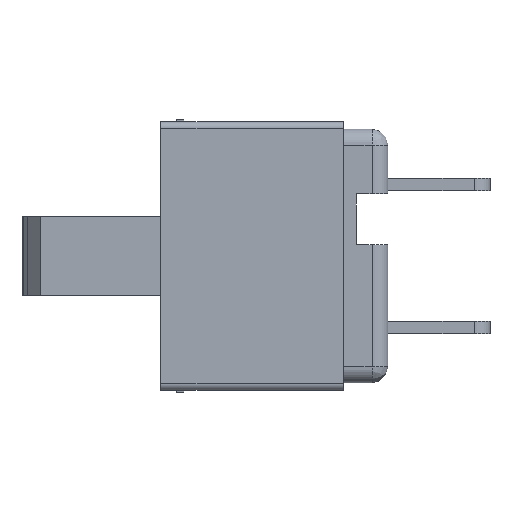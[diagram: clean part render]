
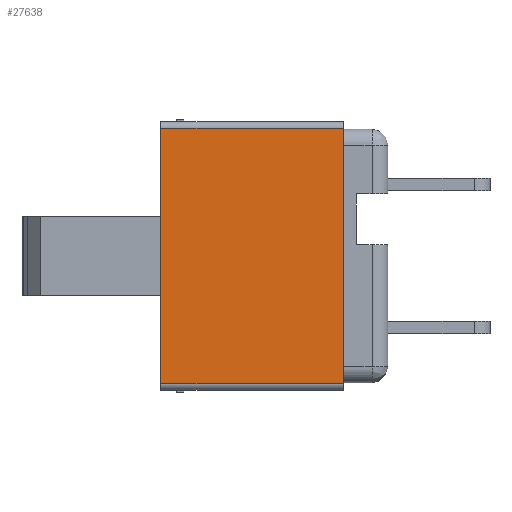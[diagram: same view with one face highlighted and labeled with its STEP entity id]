
A CAD part, left-side view. The second image highlights one B-rep face of the part: STEP entity #27638.
In plain terms, the highlighted face is a extrusion surface.
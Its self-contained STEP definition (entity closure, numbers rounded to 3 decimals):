
#27638 = ADVANCED_FACE('',(#27639),#27653,.T.);
#27639 = FACE_BOUND('',#27640,.T.);
#27640 = EDGE_LOOP('',(#27641,#27665,#27680,#27695));
#27641 = ORIENTED_EDGE('',*,*,#27642,.T.);
#27642 = EDGE_CURVE('',#27643,#27645,#27647,.T.);
#27643 = VERTEX_POINT('',#27644);
#27644 = CARTESIAN_POINT('',(-9.563,0.,-5.118));
#27645 = VERTEX_POINT('',#27646);
#27646 = CARTESIAN_POINT('',(-9.563,0.,5.118));
#27647 = SURFACE_CURVE('',#27648,(#27652),.PCURVE_S1.);
#27648 = LINE('',#27649,#27650);
#27649 = CARTESIAN_POINT('',(-9.563,0.,-5.118));
#27650 = VECTOR('',#27651,1.);
#27651 = DIRECTION('',(0.,0.,1.));
#27652 = PCURVE('',#27653,#27660);
#27653 = SURFACE_OF_LINEAR_EXTRUSION('',#27654,#27658);
#27654 = LINE('',#27655,#27656);
#27655 = CARTESIAN_POINT('',(-9.563,0.,-5.118));
#27656 = VECTOR('',#27657,1.);
#27657 = DIRECTION('',(0.,0.,1.));
#27658 = VECTOR('',#27659,1.);
#27659 = DIRECTION('',(0.,1.,0.));
#27660 = DEFINITIONAL_REPRESENTATION('',(#27661),#27664);
#27661 = B_SPLINE_CURVE_WITH_KNOTS('',1,(#27662,#27663),.UNSPECIFIED.,
  .F.,.F.,(2,2),(0.,10.236),.PIECEWISE_BEZIER_KNOTS.);
#27662 = CARTESIAN_POINT('',(0.,0.));
#27663 = CARTESIAN_POINT('',(10.236,0.));
#27664 = ( GEOMETRIC_REPRESENTATION_CONTEXT(2) 
PARAMETRIC_REPRESENTATION_CONTEXT() REPRESENTATION_CONTEXT('2D SPACE',''
  ) );
#27665 = ORIENTED_EDGE('',*,*,#27666,.T.);
#27666 = EDGE_CURVE('',#27645,#27667,#27669,.T.);
#27667 = VERTEX_POINT('',#27668);
#27668 = CARTESIAN_POINT('',(-9.563,7.315,
    5.118));
#27669 = SURFACE_CURVE('',#27670,(#27674),.PCURVE_S1.);
#27670 = LINE('',#27671,#27672);
#27671 = CARTESIAN_POINT('',(-9.563,0.,5.118));
#27672 = VECTOR('',#27673,1.);
#27673 = DIRECTION('',(0.,1.,0.));
#27674 = PCURVE('',#27653,#27675);
#27675 = DEFINITIONAL_REPRESENTATION('',(#27676),#27679);
#27676 = B_SPLINE_CURVE_WITH_KNOTS('',1,(#27677,#27678),.UNSPECIFIED.,
  .F.,.F.,(2,2),(0.,7.315),.PIECEWISE_BEZIER_KNOTS.);
#27677 = CARTESIAN_POINT('',(10.236,0.));
#27678 = CARTESIAN_POINT('',(10.236,7.315));
#27679 = ( GEOMETRIC_REPRESENTATION_CONTEXT(2) 
PARAMETRIC_REPRESENTATION_CONTEXT() REPRESENTATION_CONTEXT('2D SPACE',''
  ) );
#27680 = ORIENTED_EDGE('',*,*,#27681,.T.);
#27681 = EDGE_CURVE('',#27667,#27682,#27684,.T.);
#27682 = VERTEX_POINT('',#27683);
#27683 = CARTESIAN_POINT('',(-9.563,7.315,
    -5.118));
#27684 = SURFACE_CURVE('',#27685,(#27689),.PCURVE_S1.);
#27685 = LINE('',#27686,#27687);
#27686 = CARTESIAN_POINT('',(-9.563,7.315,5.118));
#27687 = VECTOR('',#27688,1.);
#27688 = DIRECTION('',(0.,0.,-1.));
#27689 = PCURVE('',#27653,#27690);
#27690 = DEFINITIONAL_REPRESENTATION('',(#27691),#27694);
#27691 = B_SPLINE_CURVE_WITH_KNOTS('',1,(#27692,#27693),.UNSPECIFIED.,
  .F.,.F.,(2,2),(0.,10.236),.PIECEWISE_BEZIER_KNOTS.);
#27692 = CARTESIAN_POINT('',(10.236,7.315));
#27693 = CARTESIAN_POINT('',(0.,7.315));
#27694 = ( GEOMETRIC_REPRESENTATION_CONTEXT(2) 
PARAMETRIC_REPRESENTATION_CONTEXT() REPRESENTATION_CONTEXT('2D SPACE',''
  ) );
#27695 = ORIENTED_EDGE('',*,*,#27696,.T.);
#27696 = EDGE_CURVE('',#27682,#27643,#27697,.T.);
#27697 = SURFACE_CURVE('',#27698,(#27702),.PCURVE_S1.);
#27698 = LINE('',#27699,#27700);
#27699 = CARTESIAN_POINT('',(-9.563,7.315,-5.118));
#27700 = VECTOR('',#27701,1.);
#27701 = DIRECTION('',(0.,-1.,0.));
#27702 = PCURVE('',#27653,#27703);
#27703 = DEFINITIONAL_REPRESENTATION('',(#27704),#27707);
#27704 = B_SPLINE_CURVE_WITH_KNOTS('',1,(#27705,#27706),.UNSPECIFIED.,
  .F.,.F.,(2,2),(0.,7.315),.PIECEWISE_BEZIER_KNOTS.);
#27705 = CARTESIAN_POINT('',(0.,7.315));
#27706 = CARTESIAN_POINT('',(0.,0.));
#27707 = ( GEOMETRIC_REPRESENTATION_CONTEXT(2) 
PARAMETRIC_REPRESENTATION_CONTEXT() REPRESENTATION_CONTEXT('2D SPACE',''
  ) );
